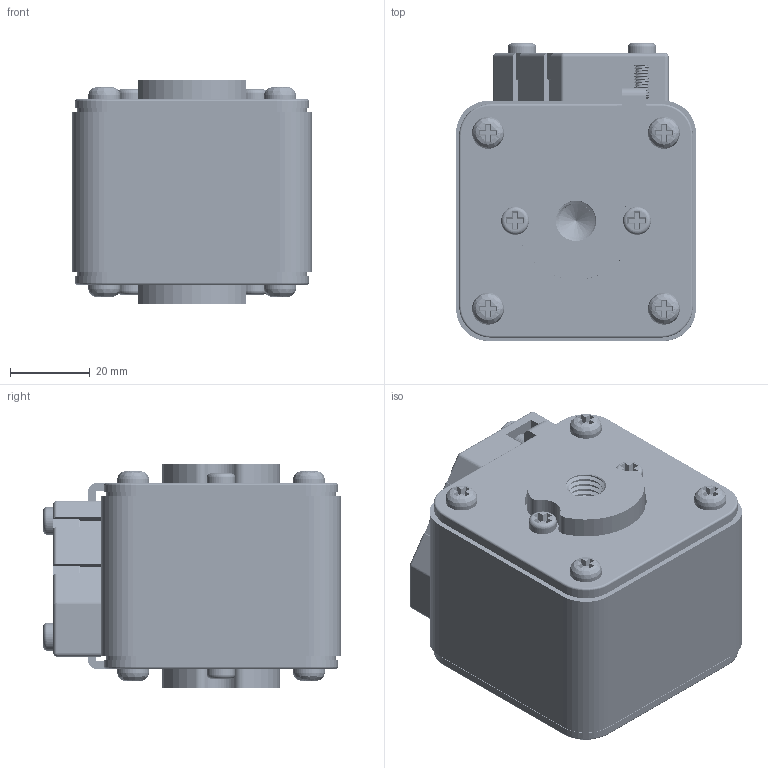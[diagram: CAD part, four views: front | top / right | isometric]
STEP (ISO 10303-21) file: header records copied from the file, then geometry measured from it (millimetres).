
FILE_DESCRIPTION(/* description */ (''),/* implementation_level */ '2;1');
FILE_NAME(/* name */ 'CDRSM-630D.prt.stp',/* time_stamp */ '2025-03-14T14:21:29+08:00',/* author */ (''),/* organization */ (''),/* preprocessor_version */ 'ST-DEVELOPER v16',/* originating_system */ 'SIEMENS PLM Software NX 10.0',/* authorisation */ '');
FILE_SCHEMA (('CONFIG_CONTROL_DESIGN'));
Products named in the file (1): CDRSM-630D
Bounding box: 60 x 74.5 x 56 mm (x, y, z)
Volume: 123245.5 mm3; surface area: 64036.2 mm2
Topology: 23 solids, 23 shells, 838 faces, 2226 edges, 1457 vertices
Faces by surface type: plane 485, cylinder 216, bspline 80, cone 30, torus 21, sphere 6
Full cylindrical faces by diameter (mm): 1 x1, 3 x1, 3.3 x4, 4 x1, 4.2 x1, 5 x26, 7 x6, 8 x8, 9.5 x1, 10 x2, 14.6 x1, 16 x1, 40 x2, 45 x1
Entity records: 105896 total; most frequent: CARTESIAN_POINT 86372, ORIENTED_EDGE 4134, DIRECTION 3614, EDGE_CURVE 2067, VERTEX_POINT 1407, AXIS2_PLACEMENT_3D 1283, LINE 1048, VECTOR 1048
